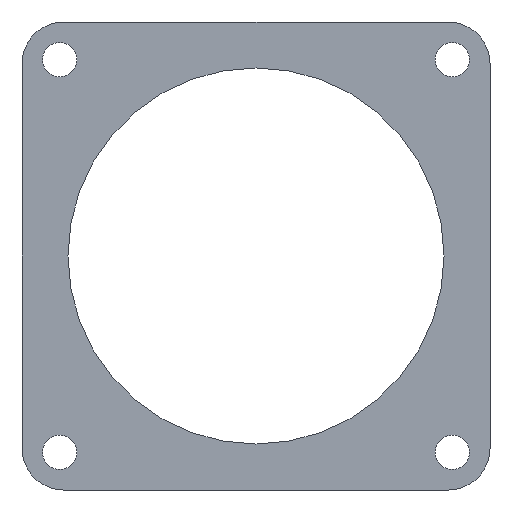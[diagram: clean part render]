
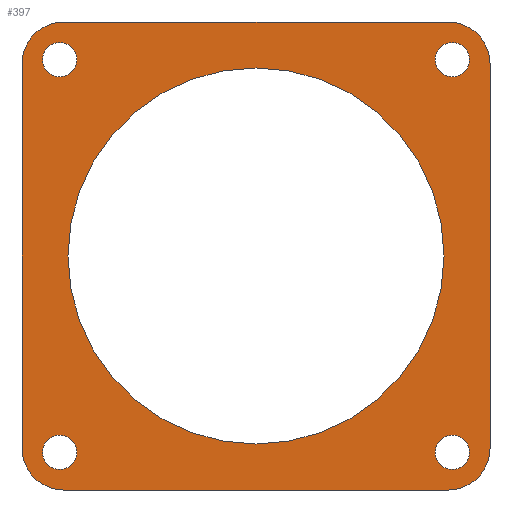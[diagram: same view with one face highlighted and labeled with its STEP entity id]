
A CAD part, front view. The second image highlights one B-rep face of the part: STEP entity #397.
In plain terms, the highlighted planar face has unit normal (0, -1, 0).
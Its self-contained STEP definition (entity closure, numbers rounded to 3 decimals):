
#24=FACE_BOUND('',#94,.T.);
#25=FACE_BOUND('',#95,.T.);
#26=FACE_BOUND('',#96,.T.);
#27=FACE_BOUND('',#97,.T.);
#28=FACE_BOUND('',#98,.T.);
#38=PLANE('',#460);
#61=FACE_OUTER_BOUND('',#93,.T.);
#93=EDGE_LOOP('',(#349,#350,#351,#352,#353,#354,#355,#356));
#94=EDGE_LOOP('',(#357));
#95=EDGE_LOOP('',(#358));
#96=EDGE_LOOP('',(#359));
#97=EDGE_LOOP('',(#360));
#98=EDGE_LOOP('',(#361));
#108=LINE('',#648,#133);
#113=LINE('',#662,#138);
#117=LINE('',#674,#142);
#121=LINE('',#686,#146);
#133=VECTOR('',#536,10.);
#138=VECTOR('',#549,10.);
#142=VECTOR('',#561,10.);
#146=VECTOR('',#573,10.);
#161=CIRCLE('',#433,2.05);
#162=CIRCLE('',#435,2.05);
#164=CIRCLE('',#438,22.5);
#165=CIRCLE('',#440,2.05);
#166=CIRCLE('',#442,2.05);
#167=CIRCLE('',#445,5.);
#169=CIRCLE('',#449,5.);
#171=CIRCLE('',#453,5.);
#173=CIRCLE('',#457,5.);
#187=VERTEX_POINT('',#624);
#188=VERTEX_POINT('',#628);
#190=VERTEX_POINT('',#634);
#191=VERTEX_POINT('',#638);
#192=VERTEX_POINT('',#642);
#193=VERTEX_POINT('',#646);
#194=VERTEX_POINT('',#647);
#197=VERTEX_POINT('',#655);
#199=VERTEX_POINT('',#661);
#201=VERTEX_POINT('',#667);
#203=VERTEX_POINT('',#673);
#205=VERTEX_POINT('',#679);
#207=VERTEX_POINT('',#685);
#226=EDGE_CURVE('',#187,#187,#161,.T.);
#228=EDGE_CURVE('',#188,#188,#162,.T.);
#231=EDGE_CURVE('',#190,#190,#164,.T.);
#233=EDGE_CURVE('',#191,#191,#165,.T.);
#235=EDGE_CURVE('',#192,#192,#166,.T.);
#236=EDGE_CURVE('',#193,#194,#108,.T.);
#240=EDGE_CURVE('',#197,#194,#167,.T.);
#243=EDGE_CURVE('',#197,#199,#113,.T.);
#246=EDGE_CURVE('',#201,#199,#169,.T.);
#249=EDGE_CURVE('',#201,#203,#117,.T.);
#252=EDGE_CURVE('',#205,#203,#171,.T.);
#255=EDGE_CURVE('',#205,#207,#121,.T.);
#258=EDGE_CURVE('',#193,#207,#173,.T.);
#349=ORIENTED_EDGE('',*,*,#258,.F.);
#350=ORIENTED_EDGE('',*,*,#236,.T.);
#351=ORIENTED_EDGE('',*,*,#240,.F.);
#352=ORIENTED_EDGE('',*,*,#243,.T.);
#353=ORIENTED_EDGE('',*,*,#246,.F.);
#354=ORIENTED_EDGE('',*,*,#249,.T.);
#355=ORIENTED_EDGE('',*,*,#252,.F.);
#356=ORIENTED_EDGE('',*,*,#255,.T.);
#357=ORIENTED_EDGE('',*,*,#235,.F.);
#358=ORIENTED_EDGE('',*,*,#233,.F.);
#359=ORIENTED_EDGE('',*,*,#231,.F.);
#360=ORIENTED_EDGE('',*,*,#228,.F.);
#361=ORIENTED_EDGE('',*,*,#226,.F.);
#397=ADVANCED_FACE('',(#61,#24,#25,#26,#27,#28),#38,.F.);
#433=AXIS2_PLACEMENT_3D('',#626,#510,#511);
#435=AXIS2_PLACEMENT_3D('',#630,#515,#516);
#438=AXIS2_PLACEMENT_3D('',#636,#522,#523);
#440=AXIS2_PLACEMENT_3D('',#640,#527,#528);
#442=AXIS2_PLACEMENT_3D('',#644,#532,#533);
#445=AXIS2_PLACEMENT_3D('',#656,#542,#543);
#449=AXIS2_PLACEMENT_3D('',#668,#554,#555);
#453=AXIS2_PLACEMENT_3D('',#680,#566,#567);
#457=AXIS2_PLACEMENT_3D('',#691,#578,#579);
#460=AXIS2_PLACEMENT_3D('',#694,#584,#585);
#510=DIRECTION('center_axis',(0.,-1.,0.));
#511=DIRECTION('ref_axis',(1.,0.,0.));
#515=DIRECTION('center_axis',(0.,-1.,0.));
#516=DIRECTION('ref_axis',(1.,0.,0.));
#522=DIRECTION('center_axis',(0.,-1.,0.));
#523=DIRECTION('ref_axis',(1.,0.,0.));
#527=DIRECTION('center_axis',(0.,-1.,0.));
#528=DIRECTION('ref_axis',(1.,0.,0.));
#532=DIRECTION('center_axis',(0.,-1.,0.));
#533=DIRECTION('ref_axis',(1.,0.,0.));
#536=DIRECTION('',(1.,0.,0.));
#542=DIRECTION('center_axis',(0.,1.,0.));
#543=DIRECTION('ref_axis',(1.,0.,0.));
#549=DIRECTION('',(0.,0.,1.));
#554=DIRECTION('center_axis',(0.,1.,0.));
#555=DIRECTION('ref_axis',(0.,0.,1.));
#561=DIRECTION('',(-1.,0.,0.));
#566=DIRECTION('center_axis',(0.,1.,0.));
#567=DIRECTION('ref_axis',(-1.,0.,0.));
#573=DIRECTION('',(0.,0.,-1.));
#578=DIRECTION('center_axis',(0.,1.,0.));
#579=DIRECTION('ref_axis',(0.,0.,-1.));
#584=DIRECTION('center_axis',(0.,1.,0.));
#585=DIRECTION('ref_axis',(1.,0.,0.));
#624=CARTESIAN_POINT('',(-25.55,0.,-23.5));
#626=CARTESIAN_POINT('Origin',(-23.5,0.,-23.5));
#628=CARTESIAN_POINT('',(21.45,0.,-23.5));
#630=CARTESIAN_POINT('Origin',(23.5,0.,-23.5));
#634=CARTESIAN_POINT('',(-22.5,0.,0.));
#636=CARTESIAN_POINT('Origin',(0.,0.,0.));
#638=CARTESIAN_POINT('',(-25.55,0.,23.5));
#640=CARTESIAN_POINT('Origin',(-23.5,0.,23.5));
#642=CARTESIAN_POINT('',(21.45,0.,23.5));
#644=CARTESIAN_POINT('Origin',(23.5,0.,23.5));
#646=CARTESIAN_POINT('',(-23.,0.,-28.));
#647=CARTESIAN_POINT('',(23.,0.,-28.));
#648=CARTESIAN_POINT('',(-23.,0.,-28.));
#655=CARTESIAN_POINT('',(28.,0.,-23.));
#656=CARTESIAN_POINT('Origin',(23.,0.,-23.));
#661=CARTESIAN_POINT('',(28.,0.,23.));
#662=CARTESIAN_POINT('',(28.,0.,-23.));
#667=CARTESIAN_POINT('',(23.,0.,28.));
#668=CARTESIAN_POINT('Origin',(23.,0.,23.));
#673=CARTESIAN_POINT('',(-23.,0.,28.));
#674=CARTESIAN_POINT('',(23.,0.,28.));
#679=CARTESIAN_POINT('',(-28.,0.,23.));
#680=CARTESIAN_POINT('Origin',(-23.,0.,23.));
#685=CARTESIAN_POINT('',(-28.,0.,-23.));
#686=CARTESIAN_POINT('',(-28.,0.,23.));
#691=CARTESIAN_POINT('Origin',(-23.,0.,-23.));
#694=CARTESIAN_POINT('Origin',(0.,0.,0.));
